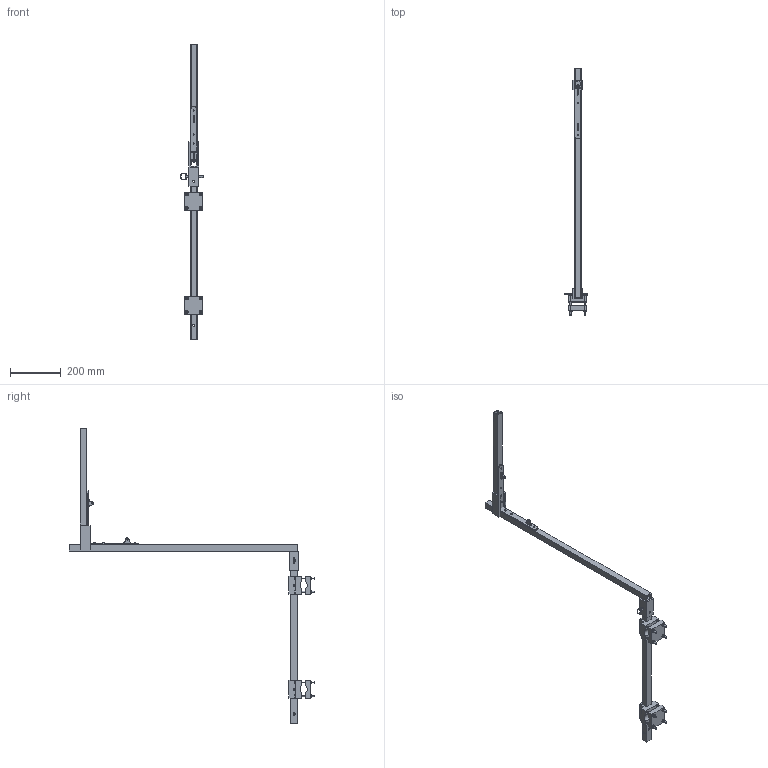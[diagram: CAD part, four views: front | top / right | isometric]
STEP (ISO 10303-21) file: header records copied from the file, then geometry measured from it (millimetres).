
FILE_DESCRIPTION (( 'STEP AP203' ), '1' );
FILE_NAME ('Assem6(1.5pouces).STEP', '2022-05-17T13:10:29', ( '' ), ( '' ), 'SwSTEP 2.0', 'SolidWorks 2021', '' );
FILE_SCHEMA (( 'CONFIG_CONTROL_DESIGN' ));
Length unit declared in the file: centimetre
Products named in the file (17): Ring1; Manche1; Écrou1; Hinge1; Écrou4; Hinge2; Pin1; Bas1; Coin2; AccrocheA; Manche4; Assem6(1.5pouces); Pin2; AccrocheB; Manche 2.2; Assem2; Écrou3
Assembly tree (29 placements, depth 3):
  Assem6(1.5pouces)
    Bas1
    Coin2
    Manche1
    Hinge1
    Hinge2
    Pin1
    Pin2
    Ring1
    Manche 2.2
    Manche4  x2
    Écrou4  x6
    Assem2  x2
      AccrocheA
      AccrocheB
      Écrou3
      Écrou1
Bounding box: 90.6 x 969.25 x 1162.9 mm (x, y, z)
Volume: 1196640.7 mm3; surface area: 543686.2 mm2
Topology: 40 solids, 40 shells, 632 faces, 1510 edges, 969 vertices
Faces by surface type: plane 324, cylinder 185, cone 112, torus 8, sphere 3
Entity records: 11137 total; most frequent: CARTESIAN_POINT 1753, DIRECTION 1574, ORIENTED_EDGE 1420, EDGE_CURVE 710, AXIS2_PLACEMENT_3D 587, VERTEX_POINT 464, LINE 400, VECTOR 400
